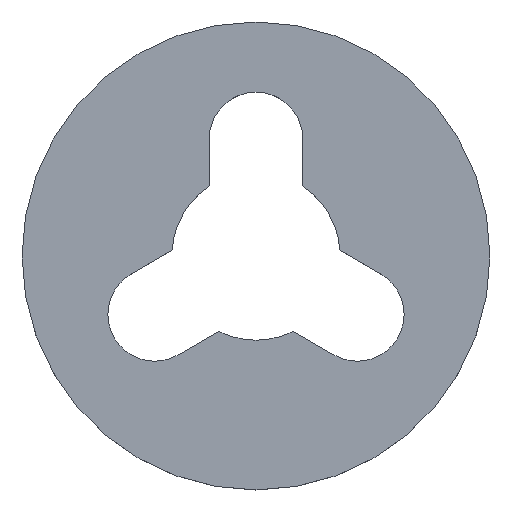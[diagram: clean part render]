
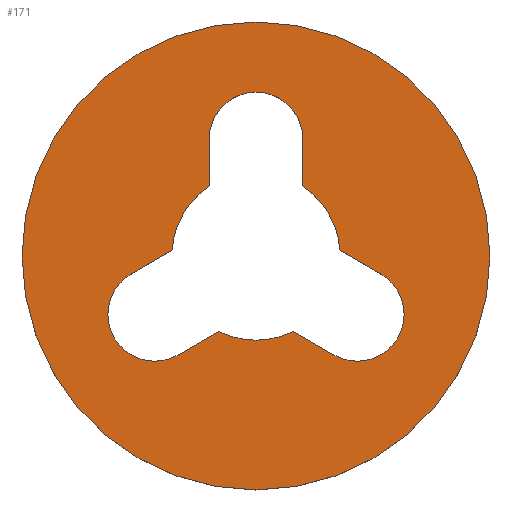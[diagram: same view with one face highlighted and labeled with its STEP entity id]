
A CAD part, top view. The second image highlights one B-rep face of the part: STEP entity #171.
In plain terms, the highlighted planar face has unit normal (0, 0, 1).
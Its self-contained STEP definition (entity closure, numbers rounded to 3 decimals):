
#6 = CARTESIAN_POINT ( 'NONE',  ( -0.796, -1.614, 0.4 ) ) ;
#7 = CIRCLE ( 'NONE', #184, 1.8 ) ;
#15 = CARTESIAN_POINT ( 'NONE',  ( 1., 2.5, 0.4 ) ) ;
#21 = CIRCLE ( 'NONE', #390, 1. ) ;
#24 = AXIS2_PLACEMENT_3D ( 'NONE', #186, #369, #569 ) ;
#25 = CARTESIAN_POINT ( 'NONE',  ( -2.165, -1.25, 0.4 ) ) ;
#26 = CARTESIAN_POINT ( 'NONE',  ( 2.165, -1.25, 0.4 ) ) ;
#34 = CARTESIAN_POINT ( 'NONE',  ( 1.665, -2.116, 0.4 ) ) ;
#38 = ORIENTED_EDGE ( 'NONE', *, *, #280, .F. ) ;
#47 = ORIENTED_EDGE ( 'NONE', *, *, #574, .F. ) ;
#52 = VECTOR ( 'NONE', #77, 1000. ) ;
#54 = VERTEX_POINT ( 'NONE', #6 ) ;
#65 = CIRCLE ( 'NONE', #310, 1. ) ;
#68 = CARTESIAN_POINT ( 'NONE',  ( 0., 0., 0.4 ) ) ;
#71 = CARTESIAN_POINT ( 'NONE',  ( 0., 0., 0.4 ) ) ;
#73 = VERTEX_POINT ( 'NONE', #294 ) ;
#74 = VERTEX_POINT ( 'NONE', #381 ) ;
#76 = ORIENTED_EDGE ( 'NONE', *, *, #291, .F. ) ;
#77 = DIRECTION ( 'NONE',  ( -0.866, 0.5, 0. ) ) ;
#83 = CARTESIAN_POINT ( 'NONE',  ( -3.165, -1.25, 0.4 ) ) ;
#88 = AXIS2_PLACEMENT_3D ( 'NONE', #71, #544, #351 ) ;
#90 = CARTESIAN_POINT ( 'NONE',  ( 0., 0., 0.4 ) ) ;
#92 = CARTESIAN_POINT ( 'NONE',  ( 1.665, -2.116, 0.4 ) ) ;
#94 = CARTESIAN_POINT ( 'NONE',  ( 1., 2.5, 0.4 ) ) ;
#98 = DIRECTION ( 'NONE',  ( -0.866, -0.5, 0. ) ) ;
#104 = EDGE_CURVE ( 'NONE', #438, #200, #596, .T. ) ;
#113 = CIRCLE ( 'NONE', #24, 1.8 ) ;
#115 = ORIENTED_EDGE ( 'NONE', *, *, #399, .F. ) ;
#118 = DIRECTION ( 'NONE',  ( 1., 0., 0. ) ) ;
#119 = LINE ( 'NONE', #94, #488 ) ;
#122 = EDGE_CURVE ( 'NONE', #200, #438, #483, .T. ) ;
#132 = DIRECTION ( 'NONE',  ( 1., 0., 0. ) ) ;
#134 = CARTESIAN_POINT ( 'NONE',  ( -1.796, 0.118, 0.4 ) ) ;
#136 = ORIENTED_EDGE ( 'NONE', *, *, #418, .F. ) ;
#139 = DIRECTION ( 'NONE',  ( 0., 0., 1. ) ) ;
#141 = LINE ( 'NONE', #134, #395 ) ;
#142 = CARTESIAN_POINT ( 'NONE',  ( -1.665, -2.116, 0.4 ) ) ;
#154 = LINE ( 'NONE', #613, #207 ) ;
#166 = DIRECTION ( 'NONE',  ( 1., 0., 0. ) ) ;
#168 = ORIENTED_EDGE ( 'NONE', *, *, #352, .F. ) ;
#169 = CARTESIAN_POINT ( 'NONE',  ( -1.796, 0.118, 0.4 ) ) ;
#171 = ADVANCED_FACE ( 'NONE', ( #530, #589 ), #540, .T. ) ;
#173 = DIRECTION ( 'NONE',  ( 0., 0., 1. ) ) ;
#176 = DIRECTION ( 'NONE',  ( 1., 0., 0. ) ) ;
#177 = CIRCLE ( 'NONE', #382, 1.8 ) ;
#179 = CIRCLE ( 'NONE', #297, 1. ) ;
#181 = CARTESIAN_POINT ( 'NONE',  ( -2.665, -0.384, 0.4 ) ) ;
#184 = AXIS2_PLACEMENT_3D ( 'NONE', #90, #419, #132 ) ;
#185 = DIRECTION ( 'NONE',  ( 0., -1., 0. ) ) ;
#186 = CARTESIAN_POINT ( 'NONE',  ( 0., 0., 0.4 ) ) ;
#196 = VERTEX_POINT ( 'NONE', #15 ) ;
#200 = VERTEX_POINT ( 'NONE', #301 ) ;
#203 = VERTEX_POINT ( 'NONE', #442 ) ;
#207 = VECTOR ( 'NONE', #370, 1000. ) ;
#215 = EDGE_LOOP ( 'NONE', ( #299, #168, #136, #495, #115, #386, #339, #38, #470, #452, #47, #76, #331 ) ) ;
#219 = DIRECTION ( 'NONE',  ( 1., 0., 0. ) ) ;
#221 = DIRECTION ( 'NONE',  ( 0., 0., 1. ) ) ;
#231 = LINE ( 'NONE', #361, #52 ) ;
#233 = CARTESIAN_POINT ( 'NONE',  ( -2.165, -1.25, 0.4 ) ) ;
#238 = LINE ( 'NONE', #92, #493 ) ;
#241 = CIRCLE ( 'NONE', #547, 1. ) ;
#264 = DIRECTION ( 'NONE',  ( 1., 0., 0. ) ) ;
#274 = EDGE_CURVE ( 'NONE', #557, #486, #231, .T. ) ;
#279 = CARTESIAN_POINT ( 'NONE',  ( -1., 2.5, 0.4 ) ) ;
#280 = EDGE_CURVE ( 'NONE', #365, #557, #179, .T. ) ;
#291 = EDGE_CURVE ( 'NONE', #404, #514, #21, .T. ) ;
#294 = CARTESIAN_POINT ( 'NONE',  ( 0.796, -1.614, 0.4 ) ) ;
#297 = AXIS2_PLACEMENT_3D ( 'NONE', #26, #405, #166 ) ;
#299 = ORIENTED_EDGE ( 'NONE', *, *, #517, .F. ) ;
#301 = CARTESIAN_POINT ( 'NONE',  ( 5., 0., 0.4 ) ) ;
#303 = DIRECTION ( 'NONE',  ( 1., 0., 0. ) ) ;
#310 = AXIS2_PLACEMENT_3D ( 'NONE', #233, #139, #176 ) ;
#325 = DIRECTION ( 'NONE',  ( 0., 1., 0. ) ) ;
#331 = ORIENTED_EDGE ( 'NONE', *, *, #448, .F. ) ;
#339 = ORIENTED_EDGE ( 'NONE', *, *, #274, .F. ) ;
#351 = DIRECTION ( 'NONE',  ( 1., 0., 0. ) ) ;
#352 = EDGE_CURVE ( 'NONE', #203, #394, #177, .T. ) ;
#354 = VECTOR ( 'NONE', #185, 1000. ) ;
#357 = ORIENTED_EDGE ( 'NONE', *, *, #122, .T. ) ;
#358 = EDGE_CURVE ( 'NONE', #196, #74, #241, .T. ) ;
#361 = CARTESIAN_POINT ( 'NONE',  ( 2.665, -0.384, 0.4 ) ) ;
#365 = VERTEX_POINT ( 'NONE', #34 ) ;
#369 = DIRECTION ( 'NONE',  ( 0., 0., 1. ) ) ;
#370 = DIRECTION ( 'NONE',  ( 0.866, 0.5, 0. ) ) ;
#381 = CARTESIAN_POINT ( 'NONE',  ( -1., 2.5, 0.4 ) ) ;
#382 = AXIS2_PLACEMENT_3D ( 'NONE', #457, #173, #264 ) ;
#386 = ORIENTED_EDGE ( 'NONE', *, *, #389, .F. ) ;
#389 = EDGE_CURVE ( 'NONE', #486, #555, #113, .T. ) ;
#390 = AXIS2_PLACEMENT_3D ( 'NONE', #25, #601, #219 ) ;
#393 = EDGE_LOOP ( 'NONE', ( #607, #357 ) ) ;
#394 = VERTEX_POINT ( 'NONE', #169 ) ;
#395 = VECTOR ( 'NONE', #98, 1000. ) ;
#397 = DIRECTION ( 'NONE',  ( 0., 0., 1. ) ) ;
#399 = EDGE_CURVE ( 'NONE', #555, #196, #119, .T. ) ;
#400 = AXIS2_PLACEMENT_3D ( 'NONE', #68, #397, #118 ) ;
#404 = VERTEX_POINT ( 'NONE', #83 ) ;
#405 = DIRECTION ( 'NONE',  ( 0., 0., 1. ) ) ;
#409 = DIRECTION ( 'NONE',  ( 1., 0., 0. ) ) ;
#411 = CARTESIAN_POINT ( 'NONE',  ( 1.796, 0.118, 0.4 ) ) ;
#418 = EDGE_CURVE ( 'NONE', #74, #203, #588, .T. ) ;
#419 = DIRECTION ( 'NONE',  ( 0., 0., 1. ) ) ;
#422 = EDGE_CURVE ( 'NONE', #54, #73, #7, .T. ) ;
#432 = EDGE_CURVE ( 'NONE', #73, #365, #238, .T. ) ;
#434 = VERTEX_POINT ( 'NONE', #181 ) ;
#438 = VERTEX_POINT ( 'NONE', #516 ) ;
#441 = DIRECTION ( 'NONE',  ( 0., 0., 1. ) ) ;
#442 = CARTESIAN_POINT ( 'NONE',  ( -1., 1.497, 0.4 ) ) ;
#448 = EDGE_CURVE ( 'NONE', #434, #404, #65, .T. ) ;
#452 = ORIENTED_EDGE ( 'NONE', *, *, #422, .F. ) ;
#456 = CARTESIAN_POINT ( 'NONE',  ( 0., 2.5, 0.4 ) ) ;
#457 = CARTESIAN_POINT ( 'NONE',  ( 0., 0., 0.4 ) ) ;
#459 = CARTESIAN_POINT ( 'NONE',  ( 2.665, -0.384, 0.4 ) ) ;
#466 = DIRECTION ( 'NONE',  ( 0.866, -0.5, 0. ) ) ;
#470 = ORIENTED_EDGE ( 'NONE', *, *, #432, .F. ) ;
#483 = CIRCLE ( 'NONE', #88, 5. ) ;
#486 = VERTEX_POINT ( 'NONE', #411 ) ;
#488 = VECTOR ( 'NONE', #325, 1000. ) ;
#493 = VECTOR ( 'NONE', #466, 1000. ) ;
#495 = ORIENTED_EDGE ( 'NONE', *, *, #358, .F. ) ;
#514 = VERTEX_POINT ( 'NONE', #142 ) ;
#516 = CARTESIAN_POINT ( 'NONE',  ( -5., 0., 0.4 ) ) ;
#517 = EDGE_CURVE ( 'NONE', #394, #434, #141, .T. ) ;
#520 = CARTESIAN_POINT ( 'NONE',  ( 1., 1.497, 0.4 ) ) ;
#530 = FACE_OUTER_BOUND ( 'NONE', #393, .T. ) ;
#533 = AXIS2_PLACEMENT_3D ( 'NONE', #592, #441, #303 ) ;
#540 = PLANE ( 'NONE',  #400 ) ;
#544 = DIRECTION ( 'NONE',  ( 0., 0., 1. ) ) ;
#547 = AXIS2_PLACEMENT_3D ( 'NONE', #456, #221, #409 ) ;
#555 = VERTEX_POINT ( 'NONE', #520 ) ;
#557 = VERTEX_POINT ( 'NONE', #459 ) ;
#569 = DIRECTION ( 'NONE',  ( -1., 0., 0. ) ) ;
#574 = EDGE_CURVE ( 'NONE', #514, #54, #154, .T. ) ;
#588 = LINE ( 'NONE', #279, #354 ) ;
#589 = FACE_BOUND ( 'NONE', #215, .T. ) ;
#592 = CARTESIAN_POINT ( 'NONE',  ( 0., 0., 0.4 ) ) ;
#596 = CIRCLE ( 'NONE', #533, 5. ) ;
#601 = DIRECTION ( 'NONE',  ( 0., 0., 1. ) ) ;
#607 = ORIENTED_EDGE ( 'NONE', *, *, #104, .T. ) ;
#613 = CARTESIAN_POINT ( 'NONE',  ( -1.665, -2.116, 0.4 ) ) ;
